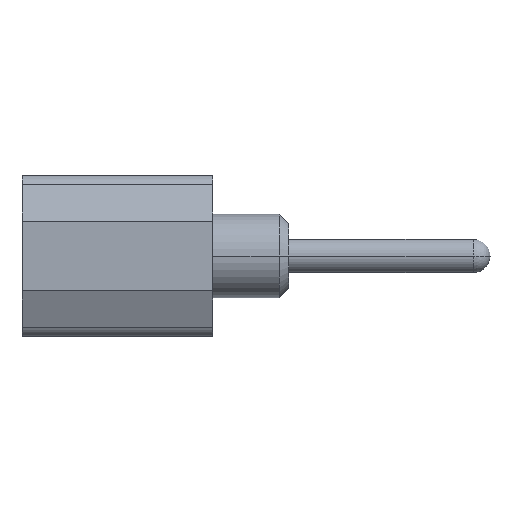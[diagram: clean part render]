
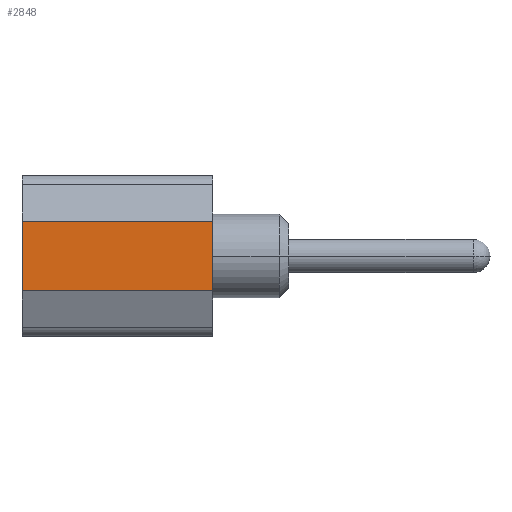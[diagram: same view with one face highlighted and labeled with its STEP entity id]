
A CAD part, left-side view. The second image highlights one B-rep face of the part: STEP entity #2848.
In plain terms, the highlighted planar face has unit normal (-1, 0, 0).
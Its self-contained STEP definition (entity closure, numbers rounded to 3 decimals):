
#208=DIRECTION('',(0.,0.,-1.));
#209=VECTOR('',#208,1.1);
#210=CARTESIAN_POINT('',(1.27,0.,0.55));
#211=LINE('',#210,#209);
#551=DIRECTION('',(0.,0.,-1.));
#552=VECTOR('',#551,1.1);
#553=CARTESIAN_POINT('',(1.27,-3.,0.55));
#554=LINE('',#553,#552);
#1245=DIRECTION('',(0.,-1.,0.));
#1246=VECTOR('',#1245,3.);
#1247=CARTESIAN_POINT('',(1.27,0.,-0.55));
#1248=LINE('',#1247,#1246);
#1252=DIRECTION('',(0.,-1.,0.));
#1253=VECTOR('',#1252,3.);
#1254=CARTESIAN_POINT('',(1.27,0.,0.55));
#1255=LINE('',#1254,#1253);
#1601=CARTESIAN_POINT('',(1.27,0.,0.55));
#1602=CARTESIAN_POINT('',(1.27,0.,-0.55));
#1603=VERTEX_POINT('',#1601);
#1604=VERTEX_POINT('',#1602);
#1605=CARTESIAN_POINT('',(1.27,-3.,0.55));
#1606=CARTESIAN_POINT('',(1.27,-3.,-0.55));
#1607=VERTEX_POINT('',#1605);
#1608=VERTEX_POINT('',#1606);
#2836=CARTESIAN_POINT('',(1.27,0.,0.55));
#2837=DIRECTION('',(-1.,0.,0.));
#2838=DIRECTION('',(0.,0.,-1.));
#2839=AXIS2_PLACEMENT_3D('',#2836,#2837,#2838);
#2840=PLANE('',#2839);
#2841=ORIENTED_EDGE('',*,*,#1950,.F.);
#2843=ORIENTED_EDGE('',*,*,#2842,.T.);
#2844=ORIENTED_EDGE('',*,*,#2156,.T.);
#2845=ORIENTED_EDGE('',*,*,#2830,.F.);
#2846=EDGE_LOOP('',(#2841,#2843,#2844,#2845));
#2847=FACE_OUTER_BOUND('',#2846,.F.);
#2848=ADVANCED_FACE('',(#2847),#2840,.T.);
#1950=EDGE_CURVE('',#1603,#1604,#211,.T.);
#2156=EDGE_CURVE('',#1607,#1608,#554,.T.);
#2830=EDGE_CURVE('',#1604,#1608,#1248,.T.);
#2842=EDGE_CURVE('',#1603,#1607,#1255,.T.);
